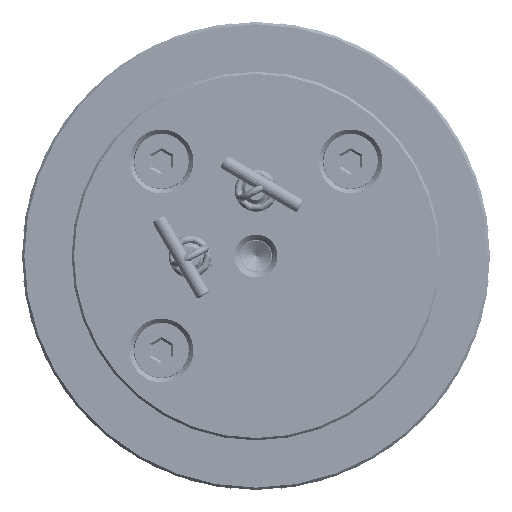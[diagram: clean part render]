
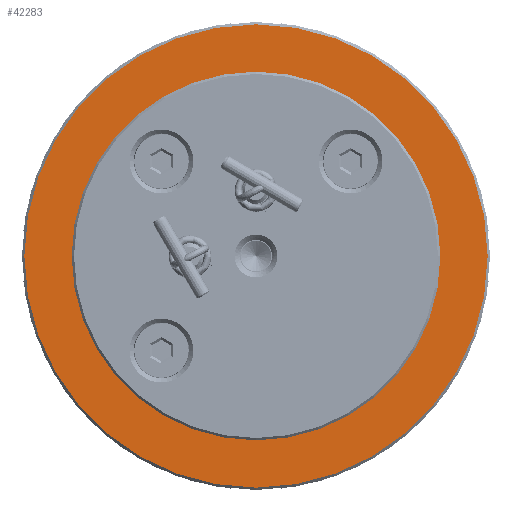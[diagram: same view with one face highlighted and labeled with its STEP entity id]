
A CAD part, left-side view. The second image highlights one B-rep face of the part: STEP entity #42283.
In plain terms, the highlighted planar face has unit normal (-1, 0, 0).
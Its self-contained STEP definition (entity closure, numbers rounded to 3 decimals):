
#40136=CARTESIAN_POINT('',(8.128,0.,0.));
#40137=DIRECTION('',(1.,0.,0.));
#40138=DIRECTION('',(0.,0.,1.));
#40139=AXIS2_PLACEMENT_3D('',#40136,#40137,#40138);
#40145=CARTESIAN_POINT('',(8.128,0.,0.));
#40146=DIRECTION('',(1.,0.,0.));
#40147=DIRECTION('',(0.,0.,-1.));
#40148=AXIS2_PLACEMENT_3D('',#40145,#40146,#40147);
#40154=CARTESIAN_POINT('',(8.128,0.,0.));
#40155=DIRECTION('',(-1.,0.,0.));
#40156=DIRECTION('',(0.,0.,-1.));
#40157=AXIS2_PLACEMENT_3D('',#40154,#40155,#40156);
#40159=CARTESIAN_POINT('',(8.128,0.,0.));
#40160=DIRECTION('',(-1.,0.,0.));
#40161=DIRECTION('',(0.,0.,1.));
#40162=AXIS2_PLACEMENT_3D('',#40159,#40160,#40161);
#41957=CARTESIAN_POINT('',(8.128,0.,-24.892));
#41958=CARTESIAN_POINT('',(8.128,0.,24.892));
#41959=VERTEX_POINT('',#41957);
#41960=VERTEX_POINT('',#41958);
#42072=CARTESIAN_POINT('',(8.128,0.,-19.812));
#42073=VERTEX_POINT('',#42072);
#42177=CARTESIAN_POINT('',(8.128,0.,19.812));
#42178=VERTEX_POINT('',#42177);
#42268=CARTESIAN_POINT('',(8.128,19.812,0.));
#42269=DIRECTION('',(1.,0.,0.));
#42270=DIRECTION('',(0.,0.,-1.));
#42271=AXIS2_PLACEMENT_3D('',#42268,#42269,#42270);
#42272=PLANE('',#42271);
#42274=ORIENTED_EDGE('',*,*,#42273,.F.);
#42276=ORIENTED_EDGE('',*,*,#42275,.F.);
#42277=EDGE_LOOP('',(#42274,#42276));
#42278=FACE_OUTER_BOUND('',#42277,.F.);
#42279=ORIENTED_EDGE('',*,*,#42245,.F.);
#42280=ORIENTED_EDGE('',*,*,#42259,.F.);
#42281=EDGE_LOOP('',(#42279,#42280));
#42282=FACE_BOUND('',#42281,.F.);
#42283=ADVANCED_FACE('',(#42278,#42282),#42272,.F.);
#40140=CIRCLE('',#40139,19.812);
#40149=CIRCLE('',#40148,19.812);
#40158=CIRCLE('',#40157,24.892);
#40163=CIRCLE('',#40162,24.892);
#42245=EDGE_CURVE('',#42178,#42073,#40140,.T.);
#42259=EDGE_CURVE('',#42073,#42178,#40149,.T.);
#42273=EDGE_CURVE('',#41959,#41960,#40158,.T.);
#42275=EDGE_CURVE('',#41960,#41959,#40163,.T.);
